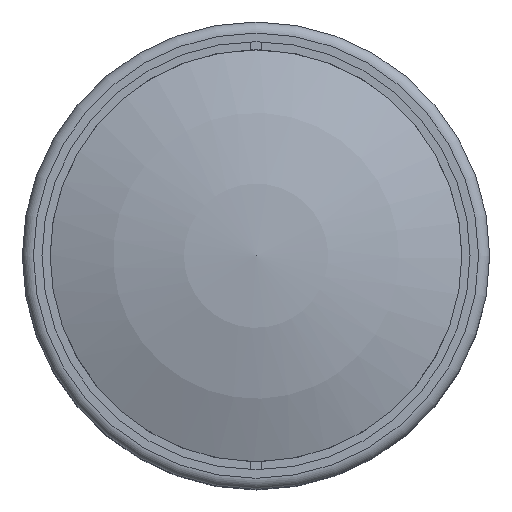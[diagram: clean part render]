
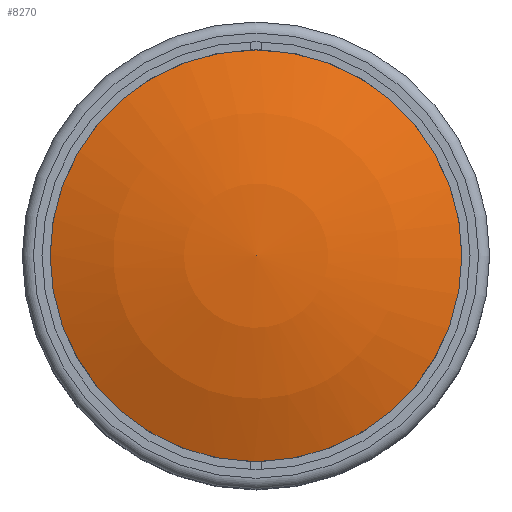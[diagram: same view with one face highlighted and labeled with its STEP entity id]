
A CAD part, top view. The second image highlights one B-rep face of the part: STEP entity #8270.
In plain terms, the highlighted spherical face has radius 50 mm.
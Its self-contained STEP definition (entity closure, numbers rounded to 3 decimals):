
#1286=SPHERICAL_SURFACE('',#8832,50.);
#2010=FACE_OUTER_BOUND('',#2558,.T.);
#2558=EDGE_LOOP('',(#5487));
#3116=CIRCLE('',#8833,19.);
#3432=VERTEX_POINT('',#12010);
#4256=EDGE_CURVE('',#3432,#3432,#3116,.T.);
#5487=ORIENTED_EDGE('',*,*,#4256,.F.);
#8270=ADVANCED_FACE('',(#2010),#1286,.T.);
#8832=AXIS2_PLACEMENT_3D('',#12009,#9765,#9766);
#8833=AXIS2_PLACEMENT_3D('',#12011,#9767,#9768);
#9765=DIRECTION('center_axis',(0.,0.,
1.));
#9766=DIRECTION('ref_axis',(0.488,-0.873,0.));
#9767=DIRECTION('center_axis',(0.,0.,
-1.));
#9768=DIRECTION('ref_axis',(0.488,-0.873,0.));
#12009=CARTESIAN_POINT('Origin',(0.,0.,
-51.874));
#12010=CARTESIAN_POINT('',(16.579,9.28,-5.625));
#12011=CARTESIAN_POINT('Origin',(0.,0.,
-5.625));
